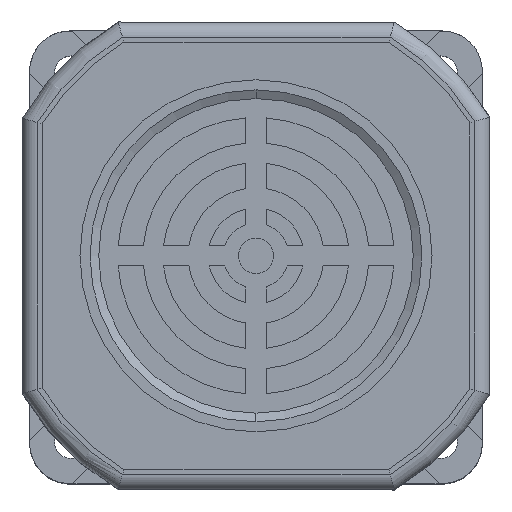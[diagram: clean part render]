
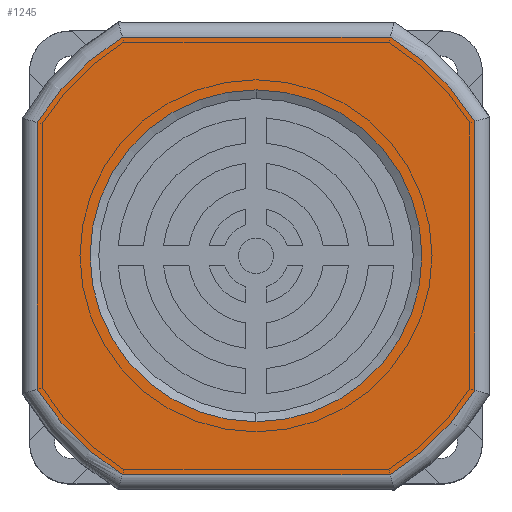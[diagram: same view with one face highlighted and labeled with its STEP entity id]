
A CAD part, top view. The second image highlights one B-rep face of the part: STEP entity #1245.
In plain terms, the highlighted face is planar.
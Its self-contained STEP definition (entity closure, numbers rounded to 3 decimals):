
#95 = VERTEX_POINT ( 'NONE', #4149 ) ;
#208 = DIRECTION ( 'NONE',  ( 0., 0., 1. ) ) ;
#344 = CARTESIAN_POINT ( 'NONE',  ( 0.05, 0., 43.5 ) ) ;
#569 = CARTESIAN_POINT ( 'NONE',  ( 43.5, 0., -26.705 ) ) ;
#795 = EDGE_CURVE ( 'NONE', #15996, #18724, #4050, .T. ) ;
#1019 = VERTEX_POINT ( 'NONE', #569 ) ;
#1245 = ADVANCED_FACE ( 'NONE', ( #9602, #16824 ), #5915, .F. ) ;
#1866 = EDGE_CURVE ( 'NONE', #95, #13109, #11369, .T. ) ;
#1868 = AXIS2_PLACEMENT_3D ( 'NONE', #11219, #2412, #12717 ) ;
#1899 = EDGE_CURVE ( 'NONE', #13109, #9123, #3102, .T. ) ;
#1953 = EDGE_CURVE ( 'NONE', #9123, #2729, #17235, .T. ) ;
#2033 = EDGE_CURVE ( 'NONE', #2729, #1019, #14514, .T. ) ;
#2092 = EDGE_CURVE ( 'NONE', #1019, #18465, #6315, .T. ) ;
#2166 = EDGE_CURVE ( 'NONE', #18465, #6786, #19053, .T. ) ;
#2194 = EDGE_CURVE ( 'NONE', #6786, #8272, #10453, .T. ) ;
#2248 = EDGE_CURVE ( 'NONE', #8272, #95, #17214, .T. ) ;
#2314 = EDGE_CURVE ( 'NONE', #18724, #15996, #12046, .T. ) ;
#2408 = ORIENTED_EDGE ( 'NONE', *, *, #1953, .T. ) ;
#2412 = DIRECTION ( 'NONE',  ( 0., -1., 0. ) ) ;
#2586 = DIRECTION ( 'NONE',  ( 0., -1., 0. ) ) ;
#2667 = AXIS2_PLACEMENT_3D ( 'NONE', #17162, #8508, #18625 ) ;
#2729 = VERTEX_POINT ( 'NONE', #18199 ) ;
#3102 = CIRCLE ( 'NONE', #1868, 51. ) ;
#3559 = VECTOR ( 'NONE', #6697, 1000. ) ;
#3824 = CARTESIAN_POINT ( 'NONE',  ( 43.5, 0., 26.705 ) ) ;
#4050 = CIRCLE ( 'NONE', #2667, 33. ) ;
#4149 = CARTESIAN_POINT ( 'NONE',  ( -43.5, 0., 26.54 ) ) ;
#4258 = CARTESIAN_POINT ( 'NONE',  ( 26.673, 0., 43.5 ) ) ;
#5093 = CARTESIAN_POINT ( 'NONE',  ( 0., 0., 33. ) ) ;
#5137 = CARTESIAN_POINT ( 'NONE',  ( 0.05, 0., 0. ) ) ;
#5149 = CARTESIAN_POINT ( 'NONE',  ( -26.572, 0., 43.5 ) ) ;
#5209 = ORIENTED_EDGE ( 'NONE', *, *, #1866, .T. ) ;
#5509 = ORIENTED_EDGE ( 'NONE', *, *, #2092, .T. ) ;
#5915 = PLANE ( 'NONE',  #13234 ) ;
#5990 = DIRECTION ( 'NONE',  ( 0., 1., 0. ) ) ;
#6315 = LINE ( 'NONE', #13299, #17000 ) ;
#6670 = DIRECTION ( 'NONE',  ( 0., 0., 1. ) ) ;
#6697 = DIRECTION ( 'NONE',  ( 0., 0., -1. ) ) ;
#6786 = VERTEX_POINT ( 'NONE', #4258 ) ;
#7560 = CARTESIAN_POINT ( 'NONE',  ( -26.572, 0., -43.5 ) ) ;
#8272 = VERTEX_POINT ( 'NONE', #5149 ) ;
#8505 = DIRECTION ( 'NONE',  ( 1., 0., 0. ) ) ;
#8508 = DIRECTION ( 'NONE',  ( 0., -1., 0. ) ) ;
#8815 = CARTESIAN_POINT ( 'NONE',  ( 0.05, 0., 0. ) ) ;
#9123 = VERTEX_POINT ( 'NONE', #7560 ) ;
#9326 = DIRECTION ( 'NONE',  ( 0., -1., 0. ) ) ;
#9488 = EDGE_LOOP ( 'NONE', ( #14894, #11274 ) ) ;
#9602 = FACE_OUTER_BOUND ( 'NONE', #18516, .T. ) ;
#9866 = CARTESIAN_POINT ( 'NONE',  ( -43.5, 0., -26.54 ) ) ;
#9909 = CARTESIAN_POINT ( 'NONE',  ( 0.05, 0., -43.5 ) ) ;
#10270 = DIRECTION ( 'NONE',  ( 0., 0., 1. ) ) ;
#10453 = LINE ( 'NONE', #344, #17670 ) ;
#11219 = CARTESIAN_POINT ( 'NONE',  ( 0.05, 0., 0. ) ) ;
#11274 = ORIENTED_EDGE ( 'NONE', *, *, #795, .F. ) ;
#11369 = LINE ( 'NONE', #16910, #3559 ) ;
#11395 = CARTESIAN_POINT ( 'NONE',  ( 0., 0., 0. ) ) ;
#12046 = CIRCLE ( 'NONE', #14265, 33. ) ;
#12717 = DIRECTION ( 'NONE',  ( 0., 0., 1. ) ) ;
#12876 = DIRECTION ( 'NONE',  ( 0., 0., -1. ) ) ;
#13109 = VERTEX_POINT ( 'NONE', #9866 ) ;
#13234 = AXIS2_PLACEMENT_3D ( 'NONE', #16118, #5990, #16181 ) ;
#13292 = CARTESIAN_POINT ( 'NONE',  ( 0., 0., -33. ) ) ;
#13299 = CARTESIAN_POINT ( 'NONE',  ( 43.5, 0., 0. ) ) ;
#14265 = AXIS2_PLACEMENT_3D ( 'NONE', #11395, #2586, #12876 ) ;
#14514 = CIRCLE ( 'NONE', #18883, 51. ) ;
#14894 = ORIENTED_EDGE ( 'NONE', *, *, #2314, .F. ) ;
#14974 = ORIENTED_EDGE ( 'NONE', *, *, #2033, .T. ) ;
#15192 = ORIENTED_EDGE ( 'NONE', *, *, #2248, .T. ) ;
#15202 = DIRECTION ( 'NONE',  ( -1., 0., 0. ) ) ;
#15385 = DIRECTION ( 'NONE',  ( 0., -1., 0. ) ) ;
#15597 = AXIS2_PLACEMENT_3D ( 'NONE', #5137, #15385, #6670 ) ;
#15996 = VERTEX_POINT ( 'NONE', #5093 ) ;
#16118 = CARTESIAN_POINT ( 'NONE',  ( 0.05, 0., 0. ) ) ;
#16134 = DIRECTION ( 'NONE',  ( 0., 0., 1. ) ) ;
#16181 = DIRECTION ( 'NONE',  ( 0., 0., 1. ) ) ;
#16789 = VECTOR ( 'NONE', #8505, 1000. ) ;
#16824 = FACE_BOUND ( 'NONE', #9488, .T. ) ;
#16910 = CARTESIAN_POINT ( 'NONE',  ( -43.5, 0., 0. ) ) ;
#17000 = VECTOR ( 'NONE', #16134, 1000. ) ;
#17162 = CARTESIAN_POINT ( 'NONE',  ( 0., 0., 0. ) ) ;
#17214 = CIRCLE ( 'NONE', #15597, 51. ) ;
#17235 = LINE ( 'NONE', #9909, #16789 ) ;
#17285 = AXIS2_PLACEMENT_3D ( 'NONE', #17968, #9326, #208 ) ;
#17670 = VECTOR ( 'NONE', #15202, 1000. ) ;
#17968 = CARTESIAN_POINT ( 'NONE',  ( 0.05, 0., 0. ) ) ;
#18193 = ORIENTED_EDGE ( 'NONE', *, *, #2166, .T. ) ;
#18199 = CARTESIAN_POINT ( 'NONE',  ( 26.673, 0., -43.5 ) ) ;
#18244 = ORIENTED_EDGE ( 'NONE', *, *, #1899, .T. ) ;
#18465 = VERTEX_POINT ( 'NONE', #3824 ) ;
#18516 = EDGE_LOOP ( 'NONE', ( #5209, #18244, #2408, #14974, #5509, #18193, #18653, #15192 ) ) ;
#18625 = DIRECTION ( 'NONE',  ( 0., 0., -1. ) ) ;
#18653 = ORIENTED_EDGE ( 'NONE', *, *, #2194, .T. ) ;
#18724 = VERTEX_POINT ( 'NONE', #13292 ) ;
#18883 = AXIS2_PLACEMENT_3D ( 'NONE', #8815, #18938, #10270 ) ;
#18938 = DIRECTION ( 'NONE',  ( 0., -1., 0. ) ) ;
#19053 = CIRCLE ( 'NONE', #17285, 51. ) ;
